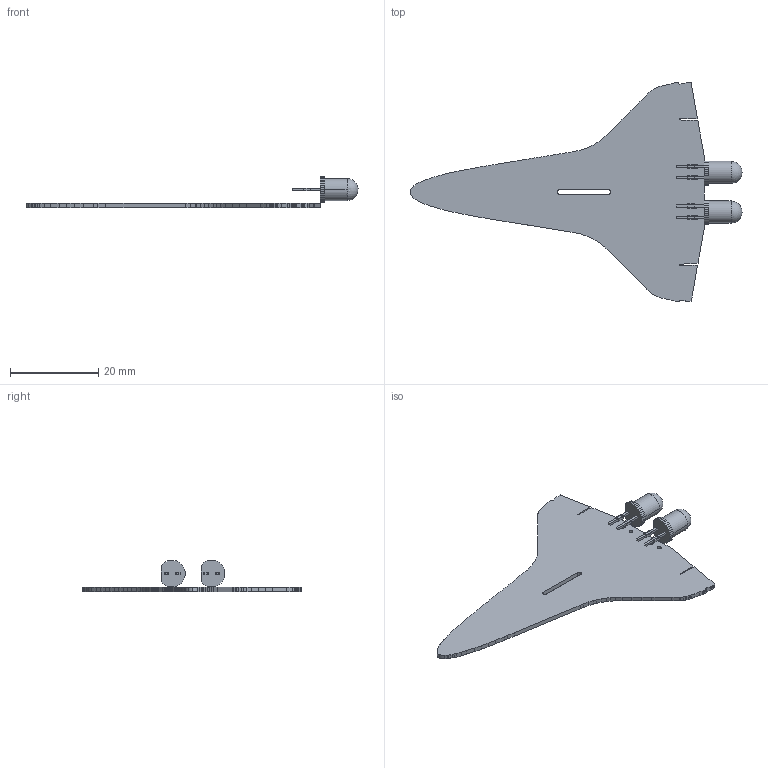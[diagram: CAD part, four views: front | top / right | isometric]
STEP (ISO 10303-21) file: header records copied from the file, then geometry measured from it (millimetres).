
FILE_DESCRIPTION(('Open CASCADE Model'),'2;1');
FILE_NAME('Open CASCADE Shape Model','2022-01-26T20:02:58',('Author'),( 'Open CASCADE'),'Open CASCADE STEP processor 6.8','Open CASCADE 6.8' ,'Unknown');
FILE_SCHEMA(('AUTOMOTIVE_DESIGN { 1 0 10303 214 1 1 1 1 }'));
Length unit declared in the file: millimetre
Products named in the file (21): PCB; Board; Open CASCADE STEP translator 6.8 3.1.1; D?1; LED_5mm_RD; SW3dPS-LEDd5R_Open_CASCADE_STEP_translator_6.2_836.1; SW3dPS-LEDd5R_352699216; SW3dPS-LEDd5R_Extruded3; SW3dPS-LEDd5R_352705488; SW3dPS-LEDd5R_Extruded; SW3dPS-LEDd5R_352479760; SW3dPS-LEDd5R_Cylinder; SW3dPS-LEDd5R_352715600; SW3dPS-LEDd5R_Extruded4; SW3dPS-LEDd5R_352477856; SW3dPS-LEDd5R_Sphere; SW3dPS-LEDd5R_352707536; SW3dPS-LEDd5R_Extruded2; SW3dPS-LEDd5R_352699728; SW3dPS-LEDd5R_Extruded1; D?
Assembly tree (23 placements, depth 6):
  PCB
    Board
      Open CASCADE STEP translator 6.8 3.1.1
    D?1
      LED_5mm_RD
        SW3dPS-LEDd5R_Open_CASCADE_STEP_translator_6.2_836.1
          SW3dPS-LEDd5R_352699216
            SW3dPS-LEDd5R_Extruded3
          SW3dPS-LEDd5R_352705488  x2
            SW3dPS-LEDd5R_Extruded
          SW3dPS-LEDd5R_352479760
            SW3dPS-LEDd5R_Cylinder
          SW3dPS-LEDd5R_352715600
            SW3dPS-LEDd5R_Extruded4
          SW3dPS-LEDd5R_352477856
            SW3dPS-LEDd5R_Sphere
          SW3dPS-LEDd5R_352707536  x2
            SW3dPS-LEDd5R_Extruded2
          SW3dPS-LEDd5R_352699728
            SW3dPS-LEDd5R_Extruded1
    D?
      LED_5mm_RD
        SW3dPS-LEDd5R_Open_CASCADE_STEP_translator_6.2_836.1
          SW3dPS-LEDd5R_352699216
            SW3dPS-LEDd5R_Extruded3
          SW3dPS-LEDd5R_352705488  x2
            SW3dPS-LEDd5R_Extruded
          SW3dPS-LEDd5R_352479760
            SW3dPS-LEDd5R_Cylinder
          SW3dPS-LEDd5R_352715600
            SW3dPS-LEDd5R_Extruded4
          SW3dPS-LEDd5R_352477856
            SW3dPS-LEDd5R_Sphere
          SW3dPS-LEDd5R_352707536  x2
            SW3dPS-LEDd5R_Extruded2
          SW3dPS-LEDd5R_352699728
            SW3dPS-LEDd5R_Extruded1
Bounding box: 75.2 x 49.49 x 7.1 mm (x, y, z)
Volume: 1867 mm3; surface area: 3875.1 mm2
Topology: 19 solids, 19 shells, 352 faces, 954 edges, 632 vertices
Faces by surface type: plane 328, cylinder 20, sphere 4
Full cylindrical faces by diameter (mm): 0.9 x4
Entity records: 8712 total; most frequent: CARTESIAN_POINT 1508, ORIENTED_EDGE 1462, DIRECTION 1335, EDGE_CURVE 731, LINE 689, VECTOR 689, VERTEX_POINT 488, AXIS2_PLACEMENT_3D 323
